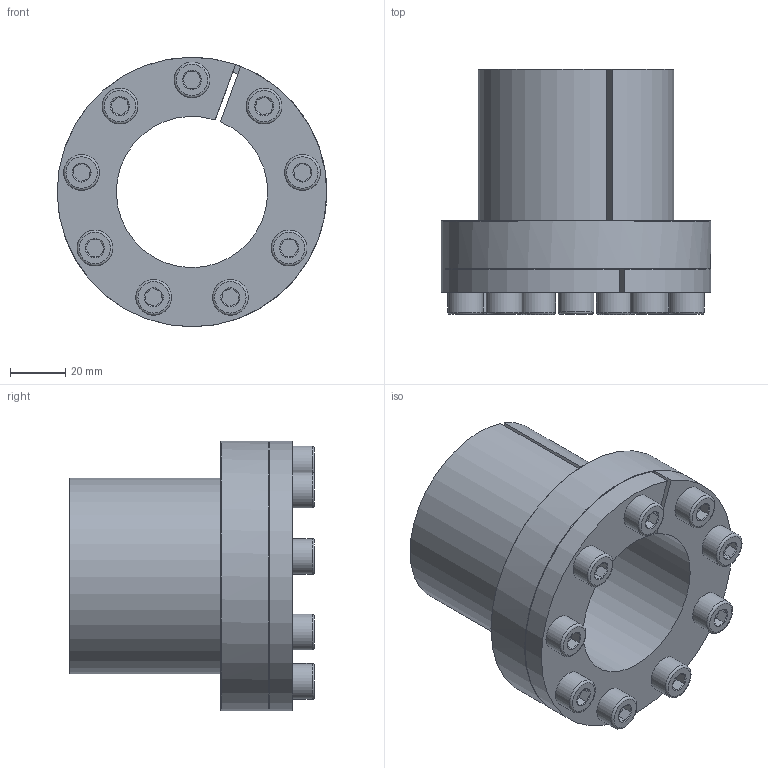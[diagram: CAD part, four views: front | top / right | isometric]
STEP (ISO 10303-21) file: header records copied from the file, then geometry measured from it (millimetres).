
FILE_DESCRIPTION(/* description */ ('Alibre Inc.'),/* implementation_level */ '2;1');
FILE_NAME(/* name */ 'export0',/* time_stamp */ '2012-12-23T15:02:21+01:00',/* author */ (''),/* organization */ (''),/* preprocessor_version */ 'ST-DEVELOPER v14',/* originating_system */ 'Alibre',/* authorisation */ '');
FILE_SCHEMA (('AUTOMOTIVE_DESIGN'));
Length unit declared in the file: millimetre
Bounding box: 98 x 89 x 98 mm (x, y, z)
Volume: 225224.2 mm3; surface area: 62289.3 mm2
Topology: 10 solids, 10 shells, 254 faces, 474 edges, 275 vertices
Faces by surface type: plane 116, cone 70, cylinder 50, torus 18
Full cylindrical faces by diameter (mm): 7 x9, 8 x27, 13 x9, 98 x1
Entity records: 6205 total; most frequent: CARTESIAN_POINT 1345, DIRECTION 920, ORIENTED_EDGE 756, AXIS2_PLACEMENT_3D 464, EDGE_LOOP 385, FACE_BOUND 385, EDGE_CURVE 378, VERTEX_POINT 255
